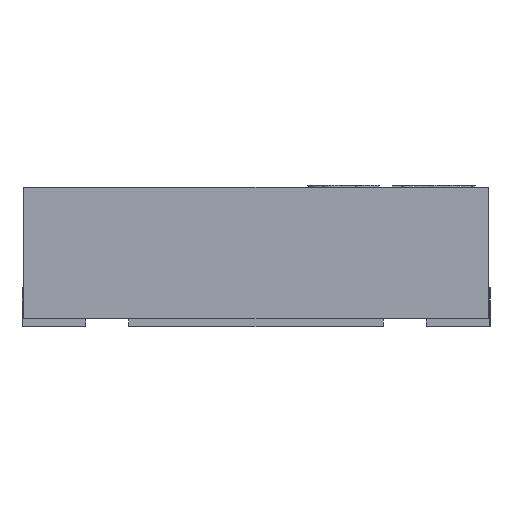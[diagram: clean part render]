
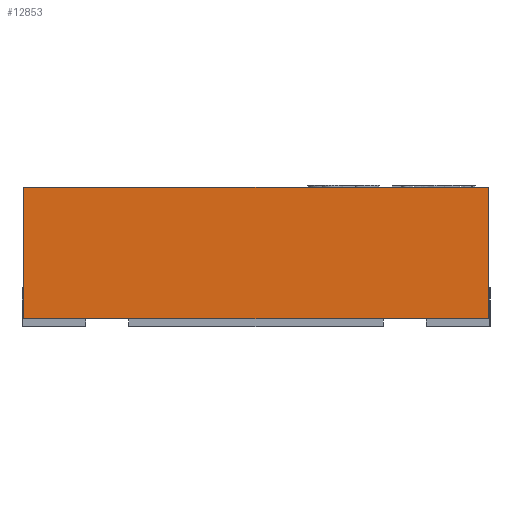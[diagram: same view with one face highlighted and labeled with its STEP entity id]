
A CAD part, front view. The second image highlights one B-rep face of the part: STEP entity #12853.
In plain terms, the highlighted planar face has unit normal (0, -1, 0).
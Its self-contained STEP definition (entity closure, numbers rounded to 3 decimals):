
#128 = LINE ( 'NONE', #11313, #12935 ) ;
#129 = CARTESIAN_POINT ( 'NONE',  ( -1.5, -1.5, 0.85 ) ) ;
#443 = CARTESIAN_POINT ( 'NONE',  ( -1.5, -1.5, 0.85 ) ) ;
#813 = DIRECTION ( 'NONE',  ( 0., 1., 0. ) ) ;
#1125 = EDGE_CURVE ( 'NONE', #6563, #1251, #8072, .T. ) ;
#1251 = VERTEX_POINT ( 'NONE', #16835 ) ;
#1683 = DIRECTION ( 'NONE',  ( 1., 0., 0. ) ) ;
#1826 = VERTEX_POINT ( 'NONE', #7406 ) ;
#2070 = FACE_OUTER_BOUND ( 'NONE', #10225, .T. ) ;
#2139 = VECTOR ( 'NONE', #6790, 1000. ) ;
#3026 = EDGE_CURVE ( 'NONE', #1826, #1251, #128, .T. ) ;
#3467 = ORIENTED_EDGE ( 'NONE', *, *, #6878, .T. ) ;
#3654 = AXIS2_PLACEMENT_3D ( 'NONE', #11600, #813, #7813 ) ;
#6563 = VERTEX_POINT ( 'NONE', #10127 ) ;
#6790 = DIRECTION ( 'NONE',  ( 0., 0., -1. ) ) ;
#6878 = EDGE_CURVE ( 'NONE', #8547, #1826, #10550, .T. ) ;
#6969 = ORIENTED_EDGE ( 'NONE', *, *, #15008, .F. ) ;
#7406 = CARTESIAN_POINT ( 'NONE',  ( -1.5, -1.5, 0. ) ) ;
#7813 = DIRECTION ( 'NONE',  ( 0., 0., 1. ) ) ;
#8072 = LINE ( 'NONE', #15247, #2139 ) ;
#8547 = VERTEX_POINT ( 'NONE', #443 ) ;
#9421 = ORIENTED_EDGE ( 'NONE', *, *, #3026, .T. ) ;
#10127 = CARTESIAN_POINT ( 'NONE',  ( 1.5, -1.5, 0.85 ) ) ;
#10225 = EDGE_LOOP ( 'NONE', ( #9421, #14089, #6969, #3467 ) ) ;
#10446 = DIRECTION ( 'NONE',  ( 1., 0., 0. ) ) ;
#10550 = LINE ( 'NONE', #10724, #16953 ) ;
#10724 = CARTESIAN_POINT ( 'NONE',  ( -1.5, -1.5, 0.85 ) ) ;
#11313 = CARTESIAN_POINT ( 'NONE',  ( -1.5, -1.5, 0. ) ) ;
#11600 = CARTESIAN_POINT ( 'NONE',  ( -1.5, -1.5, 0.85 ) ) ;
#12557 = LINE ( 'NONE', #129, #13908 ) ;
#12853 = ADVANCED_FACE ( 'NONE', ( #2070 ), #12958, .F. ) ;
#12935 = VECTOR ( 'NONE', #10446, 1000. ) ;
#12958 = PLANE ( 'NONE',  #3654 ) ;
#13908 = VECTOR ( 'NONE', #1683, 1000. ) ;
#14089 = ORIENTED_EDGE ( 'NONE', *, *, #1125, .F. ) ;
#15008 = EDGE_CURVE ( 'NONE', #8547, #6563, #12557, .T. ) ;
#15247 = CARTESIAN_POINT ( 'NONE',  ( 1.5, -1.5, 0.85 ) ) ;
#16182 = DIRECTION ( 'NONE',  ( 0., 0., -1. ) ) ;
#16835 = CARTESIAN_POINT ( 'NONE',  ( 1.5, -1.5, 0. ) ) ;
#16953 = VECTOR ( 'NONE', #16182, 1000. ) ;
